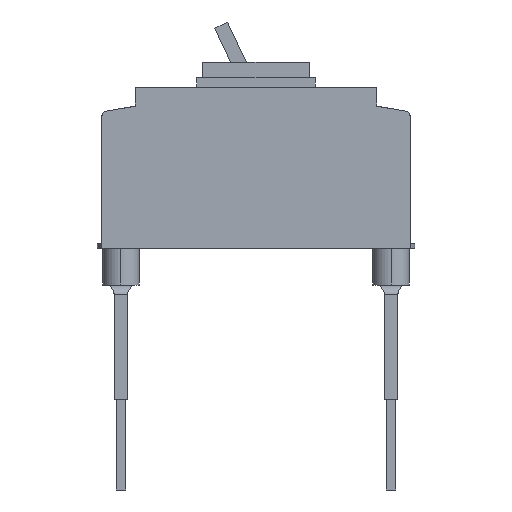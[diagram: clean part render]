
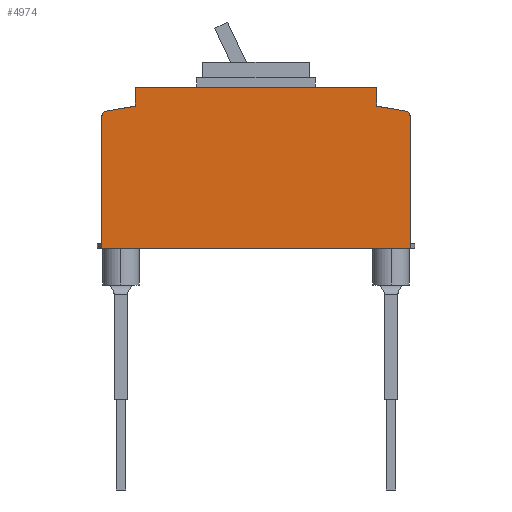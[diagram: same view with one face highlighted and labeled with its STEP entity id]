
A CAD part, left-side view. The second image highlights one B-rep face of the part: STEP entity #4974.
In plain terms, the highlighted planar face has unit normal (-1, 0, 0).
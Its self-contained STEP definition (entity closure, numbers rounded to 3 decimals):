
#365 = DIRECTION ( 'NONE',  ( 0., 0., -1. ) ) ;
#398 = DIRECTION ( 'NONE',  ( 0., 0., -1. ) ) ;
#434 = CARTESIAN_POINT ( 'NONE',  ( -15., 65., 68. ) ) ;
#765 = CARTESIAN_POINT ( 'NONE',  ( -15., 65., 68. ) ) ;
#786 = ORIENTED_EDGE ( 'NONE', *, *, #841, .T. ) ;
#800 = VERTEX_POINT ( 'NONE', #3380 ) ;
#819 = CARTESIAN_POINT ( 'NONE',  ( -15., -51., 60. ) ) ;
#841 = EDGE_CURVE ( 'NONE', #7297, #6877, #7367, .T. ) ;
#1196 = CARTESIAN_POINT ( 'NONE',  ( -15., -51., 68. ) ) ;
#1275 = CARTESIAN_POINT ( 'NONE',  ( -15., -63.21, 57.847 ) ) ;
#1429 = EDGE_CURVE ( 'NONE', #7426, #2423, #6998, .T. ) ;
#1452 = CARTESIAN_POINT ( 'NONE',  ( -15., 65., 55.853 ) ) ;
#1820 = ORIENTED_EDGE ( 'NONE', *, *, #1429, .T. ) ;
#1894 = LINE ( 'NONE', #7360, #3609 ) ;
#1934 = EDGE_CURVE ( 'NONE', #5602, #2069, #4267, .T. ) ;
#2069 = VERTEX_POINT ( 'NONE', #8377 ) ;
#2111 = EDGE_CURVE ( 'NONE', #7041, #6950, #2671, .T. ) ;
#2233 = DIRECTION ( 'NONE',  ( 1., 0., 0. ) ) ;
#2357 = CARTESIAN_POINT ( 'NONE',  ( -15., -65., 55.853 ) ) ;
#2423 = VERTEX_POINT ( 'NONE', #1452 ) ;
#2671 = LINE ( 'NONE', #434, #4381 ) ;
#3050 = DIRECTION ( 'NONE',  ( -1., 0., 0. ) ) ;
#3139 = EDGE_CURVE ( 'NONE', #7041, #800, #4016, .T. ) ;
#3241 = AXIS2_PLACEMENT_3D ( 'NONE', #765, #2233, #7304 ) ;
#3380 = CARTESIAN_POINT ( 'NONE',  ( -15., 51., 60. ) ) ;
#3439 = EDGE_CURVE ( 'NONE', #5933, #2069, #3450, .T. ) ;
#3450 = LINE ( 'NONE', #1275, #5372 ) ;
#3492 = FACE_OUTER_BOUND ( 'NONE', #5910, .T. ) ;
#3516 = VECTOR ( 'NONE', #4972, 1000. ) ;
#3537 = VECTOR ( 'NONE', #6774, 1000. ) ;
#3562 = ORIENTED_EDGE ( 'NONE', *, *, #3439, .F. ) ;
#3609 = VECTOR ( 'NONE', #3761, 1000. ) ;
#3721 = VECTOR ( 'NONE', #6280, 1000. ) ;
#3761 = DIRECTION ( 'NONE',  ( 0., 0.985, -0.174 ) ) ;
#3809 = CARTESIAN_POINT ( 'NONE',  ( -15., 51., 68. ) ) ;
#4011 = ORIENTED_EDGE ( 'NONE', *, *, #5246, .T. ) ;
#4016 = LINE ( 'NONE', #6206, #9335 ) ;
#4051 = DIRECTION ( 'NONE',  ( 0., -1., 0. ) ) ;
#4055 = CARTESIAN_POINT ( 'NONE',  ( -15., 65., 0. ) ) ;
#4065 = DIRECTION ( 'NONE',  ( -1., 0., 0. ) ) ;
#4267 = CIRCLE ( 'NONE', #8721, 2. ) ;
#4381 = VECTOR ( 'NONE', #4051, 1000. ) ;
#4729 = CARTESIAN_POINT ( 'NONE',  ( -15., 65., 68. ) ) ;
#4754 = EDGE_CURVE ( 'NONE', #6950, #5933, #7565, .T. ) ;
#4819 = ORIENTED_EDGE ( 'NONE', *, *, #1934, .T. ) ;
#4972 = DIRECTION ( 'NONE',  ( 0., 0., -1. ) ) ;
#4974 = ADVANCED_FACE ( 'NONE', ( #3492 ), #8739, .F. ) ;
#5028 = EDGE_CURVE ( 'NONE', #800, #7426, #1894, .T. ) ;
#5246 = EDGE_CURVE ( 'NONE', #2423, #7297, #6639, .T. ) ;
#5372 = VECTOR ( 'NONE', #5635, 1000. ) ;
#5602 = VERTEX_POINT ( 'NONE', #2357 ) ;
#5635 = DIRECTION ( 'NONE',  ( 0., -0.985, -0.174 ) ) ;
#5644 = CARTESIAN_POINT ( 'NONE',  ( -15., 63.347, 57.823 ) ) ;
#5814 = ORIENTED_EDGE ( 'NONE', *, *, #3139, .T. ) ;
#5910 = EDGE_LOOP ( 'NONE', ( #5951, #1820, #4011, #786, #7854, #4819, #3562, #6013, #7747, #5814 ) ) ;
#5933 = VERTEX_POINT ( 'NONE', #819 ) ;
#5951 = ORIENTED_EDGE ( 'NONE', *, *, #5028, .T. ) ;
#6013 = ORIENTED_EDGE ( 'NONE', *, *, #4754, .F. ) ;
#6206 = CARTESIAN_POINT ( 'NONE',  ( -15., 51., 68. ) ) ;
#6280 = DIRECTION ( 'NONE',  ( 0., 0., -1. ) ) ;
#6424 = VECTOR ( 'NONE', #365, 1000. ) ;
#6639 = LINE ( 'NONE', #4729, #6424 ) ;
#6690 = AXIS2_PLACEMENT_3D ( 'NONE', #8416, #4065, #9144 ) ;
#6774 = DIRECTION ( 'NONE',  ( 0., -1., 0. ) ) ;
#6826 = EDGE_CURVE ( 'NONE', #5602, #6877, #7346, .T. ) ;
#6877 = VERTEX_POINT ( 'NONE', #8656 ) ;
#6950 = VERTEX_POINT ( 'NONE', #8037 ) ;
#6998 = CIRCLE ( 'NONE', #6690, 2. ) ;
#7041 = VERTEX_POINT ( 'NONE', #3809 ) ;
#7297 = VERTEX_POINT ( 'NONE', #4055 ) ;
#7304 = DIRECTION ( 'NONE',  ( 0., 1., 0. ) ) ;
#7346 = LINE ( 'NONE', #9302, #3516 ) ;
#7360 = CARTESIAN_POINT ( 'NONE',  ( -15., 63.21, 57.847 ) ) ;
#7367 = LINE ( 'NONE', #7536, #3537 ) ;
#7370 = CARTESIAN_POINT ( 'NONE',  ( -15., -63., 55.853 ) ) ;
#7426 = VERTEX_POINT ( 'NONE', #5644 ) ;
#7536 = CARTESIAN_POINT ( 'NONE',  ( -15., 65., 0. ) ) ;
#7565 = LINE ( 'NONE', #1196, #3721 ) ;
#7747 = ORIENTED_EDGE ( 'NONE', *, *, #2111, .F. ) ;
#7854 = ORIENTED_EDGE ( 'NONE', *, *, #6826, .F. ) ;
#8037 = CARTESIAN_POINT ( 'NONE',  ( -15., -51., 68. ) ) ;
#8112 = DIRECTION ( 'NONE',  ( 0., 1., 0. ) ) ;
#8377 = CARTESIAN_POINT ( 'NONE',  ( -15., -63.347, 57.823 ) ) ;
#8416 = CARTESIAN_POINT ( 'NONE',  ( -15., 63., 55.853 ) ) ;
#8656 = CARTESIAN_POINT ( 'NONE',  ( -15., -65., 0. ) ) ;
#8721 = AXIS2_PLACEMENT_3D ( 'NONE', #7370, #3050, #8112 ) ;
#8739 = PLANE ( 'NONE',  #3241 ) ;
#9144 = DIRECTION ( 'NONE',  ( 0., 1., 0. ) ) ;
#9302 = CARTESIAN_POINT ( 'NONE',  ( -15., -65., 68. ) ) ;
#9335 = VECTOR ( 'NONE', #398, 1000. ) ;
